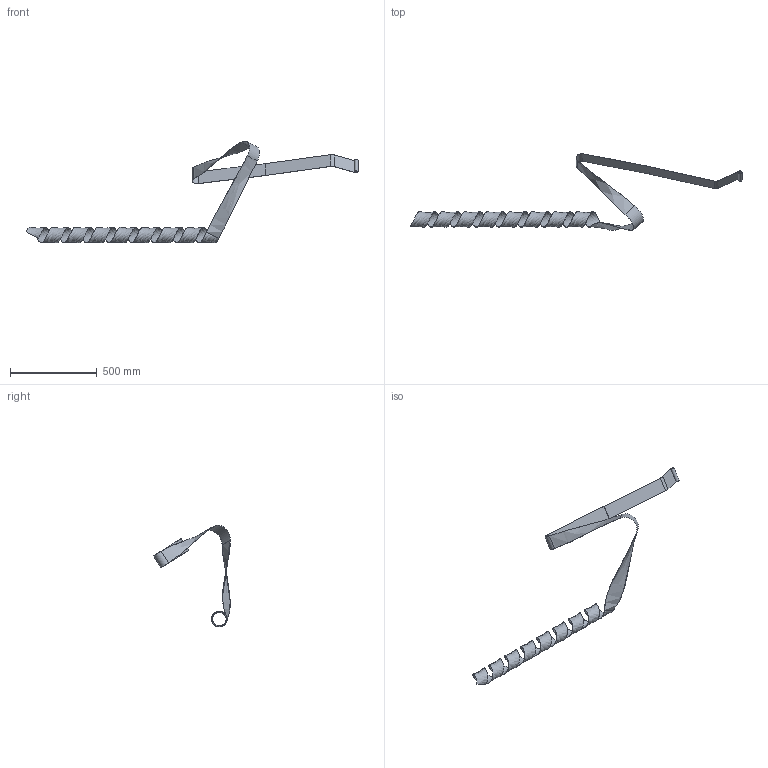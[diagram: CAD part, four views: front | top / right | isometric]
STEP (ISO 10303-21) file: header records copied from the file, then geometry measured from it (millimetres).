
FILE_DESCRIPTION (( 'STEP AP214' ), '1' );
FILE_NAME ('Weihnachten_2014_AK SWX2013.STEP', '2014-12-22T23:57:03', ( '' ), ( '' ), 'SwSTEP 2.0', 'SolidWorks 2013', '' );
FILE_SCHEMA (( 'AUTOMOTIVE_DESIGN' ));
Length unit declared in the file: millimetre
Products named in the file (1): Weihnachten_2014_AK SWX2013
Bounding box: 1913.25 x 443.38 x 586.16 mm (x, y, z)
Volume: 347011.6 mm3; surface area: 716850.6 mm2
Topology: 1 solids, 1 shells, 34 faces, 80 edges, 48 vertices
Faces by surface type: plane 12, bspline 12, cylinder 10
Entity records: 6294 total; most frequent: CARTESIAN_POINT 5543, ORIENTED_EDGE 160, DIRECTION 126, EDGE_CURVE 80, VERTEX_POINT 48, AXIS2_PLACEMENT_3D 43, VECTOR 40, LINE 40
